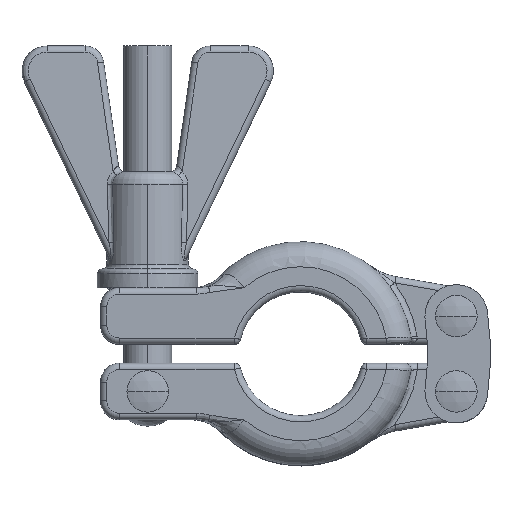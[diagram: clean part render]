
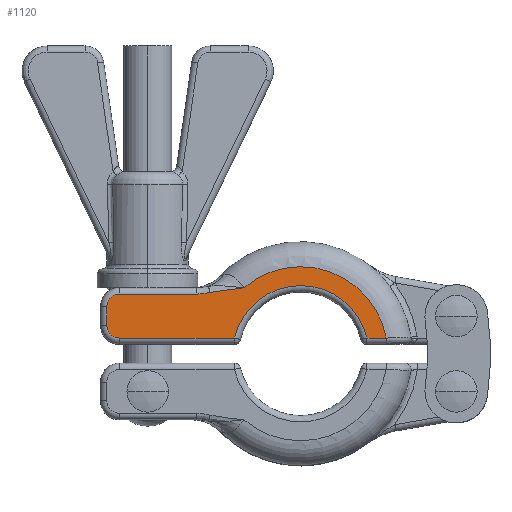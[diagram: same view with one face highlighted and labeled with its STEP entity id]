
A CAD part, top view. The second image highlights one B-rep face of the part: STEP entity #1120.
In plain terms, the highlighted planar face has unit normal (0, 0, 1).
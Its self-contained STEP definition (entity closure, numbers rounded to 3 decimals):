
#116 = DIRECTION ( 'NONE',  ( 0., 0., 1. ) ) ;
#340 = EDGE_CURVE ( 'NONE', #1716, #12051, #10785, .T. ) ;
#395 = CARTESIAN_POINT ( 'NONE',  ( -9.032, 10.5, 8.5 ) ) ;
#635 = VERTEX_POINT ( 'NONE', #4056 ) ;
#703 = CARTESIAN_POINT ( 'NONE',  ( -14.003, 9.864, 8.5 ) ) ;
#748 = CARTESIAN_POINT ( 'NONE',  ( -9.032, 10.5, 8.5 ) ) ;
#793 = DIRECTION ( 'NONE',  ( 1., 0., 0. ) ) ;
#800 = FACE_OUTER_BOUND ( 'NONE', #14869, .T. ) ;
#878 = DIRECTION ( 'NONE',  ( 0., 0., -1. ) ) ;
#1120 = ADVANCED_FACE ( 'NONE', ( #800 ), #15899, .T. ) ;
#1255 = DIRECTION ( 'NONE',  ( 0., 0., 1. ) ) ;
#1284 = EDGE_CURVE ( 'NONE', #2102, #8764, #3927, .T. ) ;
#1395 = DIRECTION ( 'NONE',  ( 0., -1., 0. ) ) ;
#1632 = CARTESIAN_POINT ( 'NONE',  ( -12.654, 10.082, 8.5 ) ) ;
#1716 = VERTEX_POINT ( 'NONE', #14675 ) ;
#1954 = EDGE_CURVE ( 'NONE', #12051, #12233, #5177, .T. ) ;
#1957 = CARTESIAN_POINT ( 'NONE',  ( -10.845, 10.31, 8.5 ) ) ;
#2102 = VERTEX_POINT ( 'NONE', #12012 ) ;
#2360 = CARTESIAN_POINT ( 'NONE',  ( -9.735, 2.5, 8.5 ) ) ;
#2370 = CARTESIAN_POINT ( 'NONE',  ( 0., 0., 8.5 ) ) ;
#2437 = CARTESIAN_POINT ( 'NONE',  ( -28.85, 7.5, 8.5 ) ) ;
#2494 = ORIENTED_EDGE ( 'NONE', *, *, #340, .T. ) ;
#2957 = AXIS2_PLACEMENT_3D ( 'NONE', #7147, #878, #12255 ) ;
#2964 = EDGE_CURVE ( 'NONE', #8764, #4468, #14966, .T. ) ;
#3156 = CARTESIAN_POINT ( 'NONE',  ( -14.448, 9.758, 8.5 ) ) ;
#3372 = CARTESIAN_POINT ( 'NONE',  ( -28.85, 9.5, 8.5 ) ) ;
#3449 = ORIENTED_EDGE ( 'NONE', *, *, #7629, .T. ) ;
#3896 = DIRECTION ( 'NONE',  ( 1., 0., 0. ) ) ;
#3927 = LINE ( 'NONE', #12754, #13480 ) ;
#3978 = VECTOR ( 'NONE', #12205, 1000. ) ;
#4009 = ORIENTED_EDGE ( 'NONE', *, *, #2964, .T. ) ;
#4056 = CARTESIAN_POINT ( 'NONE',  ( -14.448, 9.758, 8.5 ) ) ;
#4165 = AXIS2_PLACEMENT_3D ( 'NONE', #7046, #6275, #7130 ) ;
#4231 = AXIS2_PLACEMENT_3D ( 'NONE', #2370, #5999, #14902 ) ;
#4325 = EDGE_CURVE ( 'NONE', #635, #11847, #5420, .T. ) ;
#4468 = VERTEX_POINT ( 'NONE', #748 ) ;
#4627 = ORIENTED_EDGE ( 'NONE', *, *, #1284, .T. ) ;
#5177 = LINE ( 'NONE', #15241, #5592 ) ;
#5389 = CARTESIAN_POINT ( 'NONE',  ( -16.578, 9.5, 8.5 ) ) ;
#5420 = B_SPLINE_CURVE_WITH_KNOTS ( 'NONE', 3,
 ( #3156, #15521, #14535, #5389 ),
 .UNSPECIFIED., .F., .F.,
 ( 4, 4 ),
 ( 0., 0.002 ),
 .UNSPECIFIED. ) ;
#5581 = CIRCLE ( 'NONE', #2957, 10.85 ) ;
#5592 = VECTOR ( 'NONE', #1395, 1000. ) ;
#5999 = DIRECTION ( 'NONE',  ( 0., 0., 1. ) ) ;
#6064 = AXIS2_PLACEMENT_3D ( 'NONE', #6383, #116, #3896 ) ;
#6269 = CARTESIAN_POINT ( 'NONE',  ( -30.85, 4.5, 8.5 ) ) ;
#6275 = DIRECTION ( 'NONE',  ( 0., 0., 1. ) ) ;
#6383 = CARTESIAN_POINT ( 'NONE',  ( -28.85, 4.5, 8.5 ) ) ;
#6671 = CARTESIAN_POINT ( 'NONE',  ( -13.555, 9.942, 8.5 ) ) ;
#6913 = CARTESIAN_POINT ( 'NONE',  ( -9.938, 10.404, 8.5 ) ) ;
#6990 = CARTESIAN_POINT ( 'NONE',  ( -12.203, 10.142, 8.5 ) ) ;
#7046 = CARTESIAN_POINT ( 'NONE',  ( 0., 0., 8.5 ) ) ;
#7130 = DIRECTION ( 'NONE',  ( 1., 0., 0. ) ) ;
#7147 = CARTESIAN_POINT ( 'NONE',  ( 0., 0., 8.5 ) ) ;
#7180 = LINE ( 'NONE', #3372, #3978 ) ;
#7629 = EDGE_CURVE ( 'NONE', #11847, #1716, #7180, .T. ) ;
#7938 = AXIS2_PLACEMENT_3D ( 'NONE', #2437, #1255, #11171 ) ;
#7943 = CARTESIAN_POINT ( 'NONE',  ( -30.85, 7.5, 8.5 ) ) ;
#8338 = ORIENTED_EDGE ( 'NONE', *, *, #1954, .T. ) ;
#8764 = VERTEX_POINT ( 'NONE', #10819 ) ;
#9542 = LINE ( 'NONE', #2360, #9833 ) ;
#9833 = VECTOR ( 'NONE', #793, 1000. ) ;
#10445 = CARTESIAN_POINT ( 'NONE',  ( -14.448, 9.758, 8.5 ) ) ;
#10785 = CIRCLE ( 'NONE', #7938, 2. ) ;
#10794 = ORIENTED_EDGE ( 'NONE', *, *, #14093, .T. ) ;
#10819 = CARTESIAN_POINT ( 'NONE',  ( 13.622, 2.5, 8.5 ) ) ;
#10869 = CARTESIAN_POINT ( 'NONE',  ( -10.558, 2.5, 8.5 ) ) ;
#11171 = DIRECTION ( 'NONE',  ( 1., 0., 0. ) ) ;
#11847 = VERTEX_POINT ( 'NONE', #13328 ) ;
#12012 = CARTESIAN_POINT ( 'NONE',  ( 10.558, 2.5, 8.5 ) ) ;
#12051 = VERTEX_POINT ( 'NONE', #7943 ) ;
#12205 = DIRECTION ( 'NONE',  ( -1., 0., 0. ) ) ;
#12233 = VERTEX_POINT ( 'NONE', #6269 ) ;
#12255 = DIRECTION ( 'NONE',  ( 1., 0., 0. ) ) ;
#12538 = ORIENTED_EDGE ( 'NONE', *, *, #16213, .T. ) ;
#12609 = EDGE_CURVE ( 'NONE', #14959, #2102, #5581, .T. ) ;
#12726 = ORIENTED_EDGE ( 'NONE', *, *, #12609, .T. ) ;
#12754 = CARTESIAN_POINT ( 'NONE',  ( 13.769, 2.5, 8.5 ) ) ;
#13328 = CARTESIAN_POINT ( 'NONE',  ( -16.578, 9.5, 8.5 ) ) ;
#13480 = VECTOR ( 'NONE', #16222, 1000. ) ;
#13701 = ORIENTED_EDGE ( 'NONE', *, *, #14183, .T. ) ;
#14093 = EDGE_CURVE ( 'NONE', #4468, #635, #14956, .T. ) ;
#14183 = EDGE_CURVE ( 'NONE', #14727, #14959, #9542, .T. ) ;
#14535 = CARTESIAN_POINT ( 'NONE',  ( -15.857, 9.5, 8.5 ) ) ;
#14675 = CARTESIAN_POINT ( 'NONE',  ( -28.85, 9.5, 8.5 ) ) ;
#14727 = VERTEX_POINT ( 'NONE', #15937 ) ;
#14869 = EDGE_LOOP ( 'NONE', ( #4009, #10794, #15464, #3449, #2494, #8338, #12538, #13701, #12726, #4627 ) ) ;
#14902 = DIRECTION ( 'NONE',  ( 1., 0., 0. ) ) ;
#14956 = B_SPLINE_CURVE_WITH_KNOTS ( 'NONE', 3,
 ( #395, #6913, #1957, #6990, #1632, #6671, #703, #10445 ),
 .UNSPECIFIED., .F., .F.,
 ( 4, 2, 2, 4 ),
 ( 0., 0.002, 0.004, 0.005 ),
 .UNSPECIFIED. ) ;
#14959 = VERTEX_POINT ( 'NONE', #10869 ) ;
#14966 = CIRCLE ( 'NONE', #4165, 13.85 ) ;
#15241 = CARTESIAN_POINT ( 'NONE',  ( -30.85, 4.5, 8.5 ) ) ;
#15271 = CIRCLE ( 'NONE', #6064, 2. ) ;
#15464 = ORIENTED_EDGE ( 'NONE', *, *, #4325, .T. ) ;
#15521 = CARTESIAN_POINT ( 'NONE',  ( -15.148, 9.593, 8.5 ) ) ;
#15899 = PLANE ( 'NONE',  #4231 ) ;
#15937 = CARTESIAN_POINT ( 'NONE',  ( -28.85, 2.5, 8.5 ) ) ;
#16213 = EDGE_CURVE ( 'NONE', #12233, #14727, #15271, .T. ) ;
#16222 = DIRECTION ( 'NONE',  ( 1., 0., 0. ) ) ;
